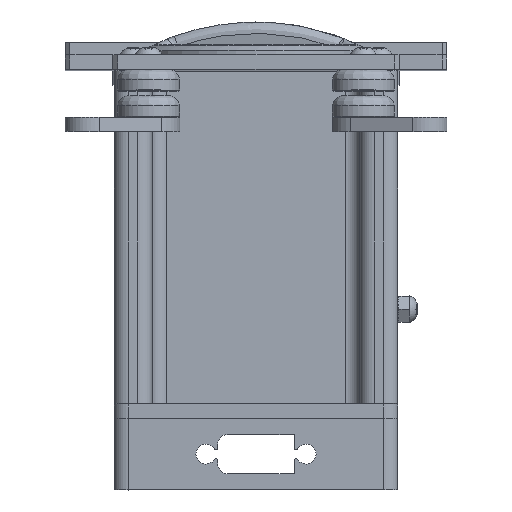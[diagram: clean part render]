
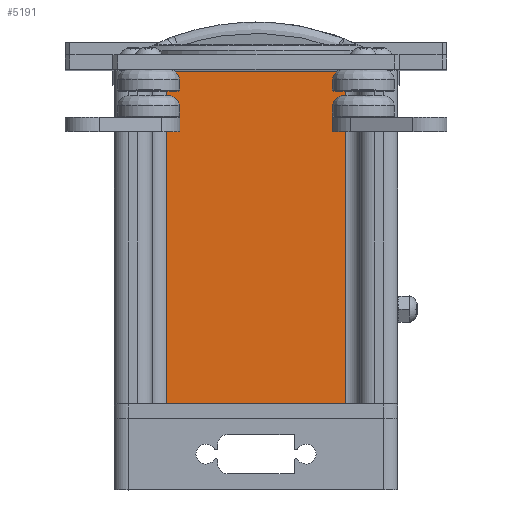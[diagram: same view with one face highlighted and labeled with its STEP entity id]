
A CAD part, top view. The second image highlights one B-rep face of the part: STEP entity #5191.
In plain terms, the highlighted planar face has unit normal (0, 0, 1).
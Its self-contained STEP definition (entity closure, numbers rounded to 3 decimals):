
#3177 = VERTEX_POINT('',#3178);
#3178 = CARTESIAN_POINT('',(-69.8,-18.822,13.));
#3226 = EDGE_CURVE('',#3177,#3227,#3229,.T.);
#3227 = VERTEX_POINT('',#3228);
#3228 = CARTESIAN_POINT('',(-69.8,18.822,13.));
#3229 = LINE('',#3230,#3231);
#3230 = CARTESIAN_POINT('',(-69.8,-18.822,13.));
#3231 = VECTOR('',#3232,1.);
#3232 = DIRECTION('',(0.,1.,0.));
#4043 = VERTEX_POINT('',#4044);
#4044 = CARTESIAN_POINT('',(-0.2,-18.822,13.));
#4051 = EDGE_CURVE('',#4043,#3177,#4052,.T.);
#4052 = LINE('',#4053,#4054);
#4053 = CARTESIAN_POINT('',(0.,-18.822,13.));
#4054 = VECTOR('',#4055,1.);
#4055 = DIRECTION('',(-1.,0.,0.));
#4538 = VERTEX_POINT('',#4539);
#4539 = CARTESIAN_POINT('',(-0.2,18.822,13.));
#4545 = EDGE_CURVE('',#4043,#4538,#4546,.T.);
#4546 = LINE('',#4547,#4548);
#4547 = CARTESIAN_POINT('',(-0.2,-18.822,13.));
#4548 = VECTOR('',#4549,1.);
#4549 = DIRECTION('',(0.,1.,0.));
#5191 = ADVANCED_FACE('',(#5192),#5203,.F.);
#5192 = FACE_BOUND('',#5193,.F.);
#5193 = EDGE_LOOP('',(#5194,#5195,#5196,#5202));
#5194 = ORIENTED_EDGE('',*,*,#4051,.T.);
#5195 = ORIENTED_EDGE('',*,*,#3226,.T.);
#5196 = ORIENTED_EDGE('',*,*,#5197,.F.);
#5197 = EDGE_CURVE('',#4538,#3227,#5198,.T.);
#5198 = LINE('',#5199,#5200);
#5199 = CARTESIAN_POINT('',(0.,18.822,13.));
#5200 = VECTOR('',#5201,1.);
#5201 = DIRECTION('',(-1.,0.,0.));
#5202 = ORIENTED_EDGE('',*,*,#4545,.F.);
#5203 = PLANE('',#5204);
#5204 = AXIS2_PLACEMENT_3D('',#5205,#5206,#5207);
#5205 = CARTESIAN_POINT('',(0.,-22.286,13.));
#5206 = DIRECTION('',(0.,0.,-1.));
#5207 = DIRECTION('',(0.,1.,0.));
